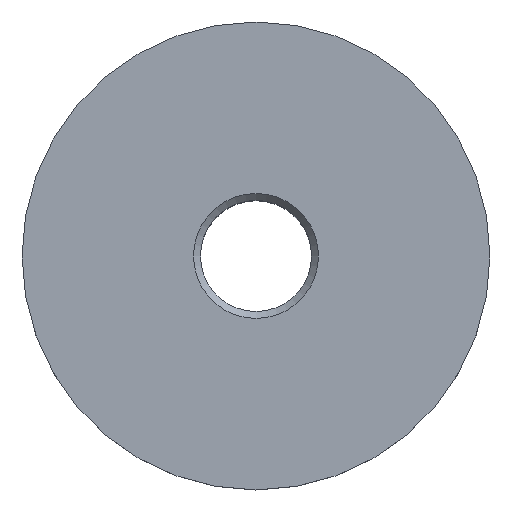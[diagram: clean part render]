
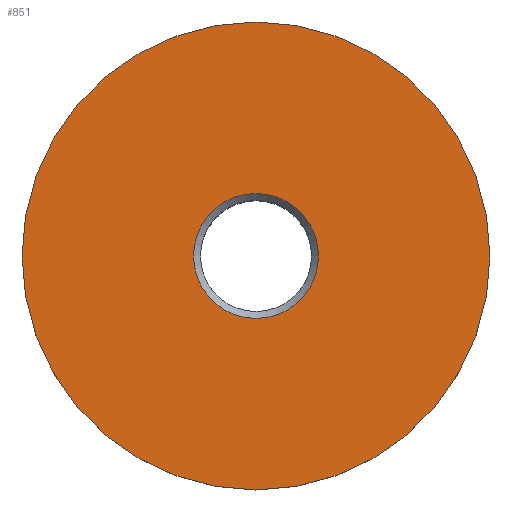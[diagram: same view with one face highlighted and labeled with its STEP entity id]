
A CAD part, top view. The second image highlights one B-rep face of the part: STEP entity #851.
In plain terms, the highlighted planar face has unit normal (0, 0, 1).
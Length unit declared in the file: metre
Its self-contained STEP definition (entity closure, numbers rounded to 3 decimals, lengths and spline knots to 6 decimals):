
#851=ADVANCED_FACE('',(#2064,#2065),#2066,.T.);
#2064=FACE_BOUND('',#3547,.T.);
#2065=FACE_OUTER_BOUND('',#3548,.T.);
#2066=PLANE('',#3549);
#3547=EDGE_LOOP('',(#6202));
#3548=EDGE_LOOP('',(#6203));
#3549=AXIS2_PLACEMENT_3D('',#6204,#6205,#6206);
#6202=ORIENTED_EDGE('',*,*,#9481,.T.);
#6203=ORIENTED_EDGE('',*,*,#9482,.F.);
#6204=CARTESIAN_POINT('',(0.0,0.0,0.0015));
#6205=DIRECTION('',(0.0,-0.0,1.0));
#6206=DIRECTION('',(1.0,0.0,0.0));
#9481=EDGE_CURVE('',#11754,#11754,#11755,.F.);
#9482=EDGE_CURVE('',#11756,#11756,#11757,.T.);
#11754=VERTEX_POINT('',#14751);
#11755=CIRCLE('',#14752,0.0045);
#11756=VERTEX_POINT('',#14753);
#11757=CIRCLE('',#14754,0.01685);
#14751=CARTESIAN_POINT('',(0.0045,0.,0.0015));
#14752=AXIS2_PLACEMENT_3D('',#16668,#16669,#16670);
#14753=CARTESIAN_POINT('',(-0.01685,0.0,0.0015));
#14754=AXIS2_PLACEMENT_3D('',#16671,#16672,#16673);
#16668=CARTESIAN_POINT('',(0.0,0.0,0.0015));
#16669=DIRECTION('',(0.0,-0.0,1.0));
#16670=DIRECTION('',(1.0,0.0,0.0));
#16671=CARTESIAN_POINT('',(0.0,0.0,0.0015));
#16672=DIRECTION('',(0.0,0.0,-1.0));
#16673=DIRECTION('',(-1.0,0.0,0.0));
